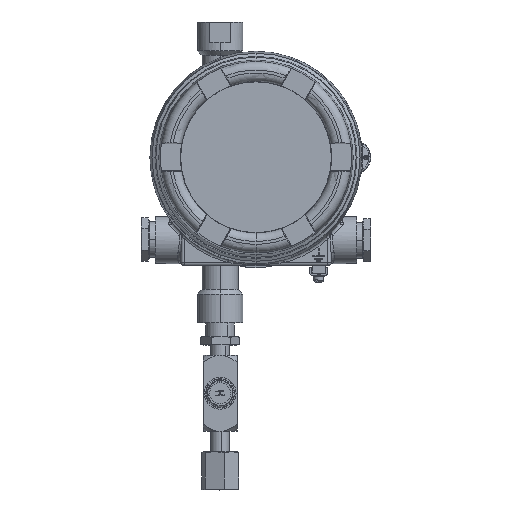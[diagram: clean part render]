
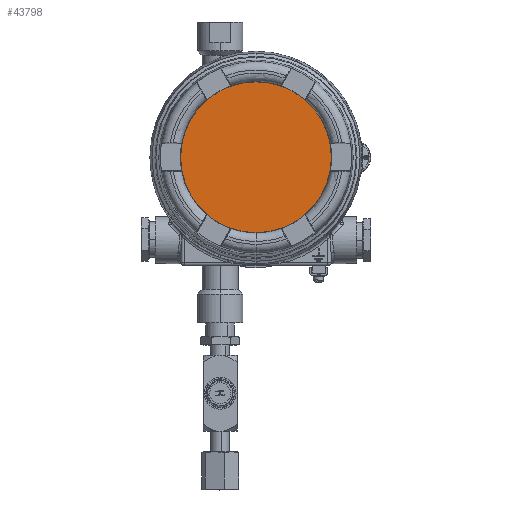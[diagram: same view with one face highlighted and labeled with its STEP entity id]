
A CAD part, top view. The second image highlights one B-rep face of the part: STEP entity #43798.
In plain terms, the highlighted planar face has unit normal (0, 0, 1).
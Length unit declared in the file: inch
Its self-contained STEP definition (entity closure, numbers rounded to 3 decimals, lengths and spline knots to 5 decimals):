
#918 = AXIS2_PLACEMENT_3D ( 'NONE', #32565, #11075, #16434 ) ;
#4704 = ORIENTED_EDGE ( 'NONE', *, *, #15062, .T. ) ;
#5601 = CARTESIAN_POINT ( 'NONE',  ( 0., 0., -0.4 ) ) ;
#11075 = DIRECTION ( 'NONE',  ( 0., 0., 1. ) ) ;
#11372 = AXIS2_PLACEMENT_3D ( 'NONE', #12960, #17182, #21694 ) ;
#11923 = FACE_OUTER_BOUND ( 'NONE', #32091, .T. ) ;
#12960 = CARTESIAN_POINT ( 'NONE',  ( 0., 0., -0.4 ) ) ;
#14159 = CIRCLE ( 'NONE', #28569, 2.536 ) ;
#15062 = EDGE_CURVE ( 'NONE', #39493, #32786, #14159, .T. ) ;
#16434 = DIRECTION ( 'NONE',  ( 1., 0., 0. ) ) ;
#17182 = DIRECTION ( 'NONE',  ( 0., 0., 1. ) ) ;
#21694 = DIRECTION ( 'NONE',  ( 1., 0., 0. ) ) ;
#22782 = DIRECTION ( 'NONE',  ( 0., 0., 1. ) ) ;
#23088 = CIRCLE ( 'NONE', #11372, 2.536 ) ;
#26007 = CARTESIAN_POINT ( 'NONE',  ( 2.536, 0., -0.4 ) ) ;
#26102 = EDGE_CURVE ( 'NONE', #32786, #39493, #23088, .T. ) ;
#28569 = AXIS2_PLACEMENT_3D ( 'NONE', #5601, #22782, #31563 ) ;
#31563 = DIRECTION ( 'NONE',  ( 1., 0., 0. ) ) ;
#32091 = EDGE_LOOP ( 'NONE', ( #4704, #36078 ) ) ;
#32565 = CARTESIAN_POINT ( 'NONE',  ( 0., 0., -0.4 ) ) ;
#32786 = VERTEX_POINT ( 'NONE', #26007 ) ;
#33896 = CARTESIAN_POINT ( 'NONE',  ( -2.536, 0., -0.4 ) ) ;
#36078 = ORIENTED_EDGE ( 'NONE', *, *, #26102, .T. ) ;
#39493 = VERTEX_POINT ( 'NONE', #33896 ) ;
#42165 = PLANE ( 'NONE',  #918 ) ;
#43798 = ADVANCED_FACE ( 'NONE', ( #11923 ), #42165, .T. ) ;
